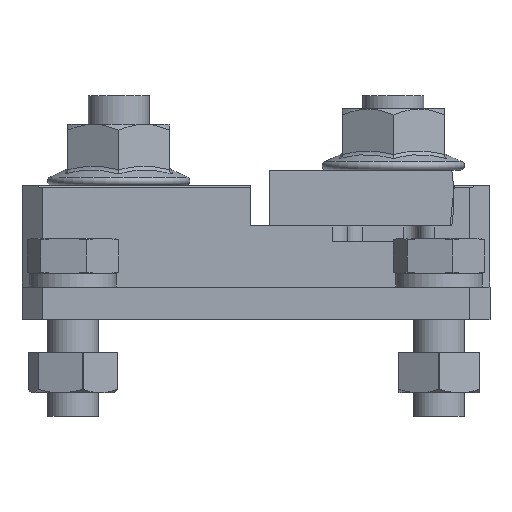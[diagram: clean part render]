
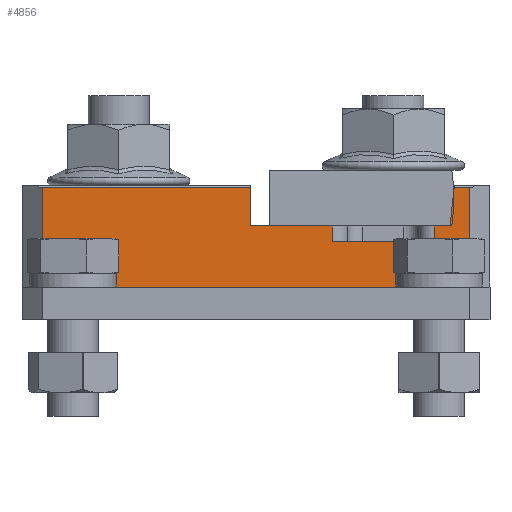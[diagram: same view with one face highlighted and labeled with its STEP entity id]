
A CAD part, front view. The second image highlights one B-rep face of the part: STEP entity #4856.
In plain terms, the highlighted planar face has unit normal (0, -1, 0).
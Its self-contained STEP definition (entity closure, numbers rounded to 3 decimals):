
#5 = AXIS2_PLACEMENT_3D ( 'NONE', #3329, #5537, #2231 ) ;
#84 = CARTESIAN_POINT ( 'NONE',  ( 30.5, 0., 0. ) ) ;
#103 = CARTESIAN_POINT ( 'NONE',  ( 44., 0., -10. ) ) ;
#306 = VECTOR ( 'NONE', #6712, 1000. ) ;
#308 = LINE ( 'NONE', #1054, #1634 ) ;
#358 = DIRECTION ( 'NONE',  ( 1., 0., 0. ) ) ;
#379 = VERTEX_POINT ( 'NONE', #6048 ) ;
#390 = ORIENTED_EDGE ( 'NONE', *, *, #1856, .T. ) ;
#479 = DIRECTION ( 'NONE',  ( 0.105, 0., 0.994 ) ) ;
#495 = DIRECTION ( 'NONE',  ( 1., 0., 0. ) ) ;
#504 = DIRECTION ( 'NONE',  ( 0., 0., -1. ) ) ;
#522 = PLANE ( 'NONE',  #5 ) ;
#539 = CARTESIAN_POINT ( 'NONE',  ( 30.5, 0., -4. ) ) ;
#578 = CARTESIAN_POINT ( 'NONE',  ( 46., 0., -0.25 ) ) ;
#631 = DIRECTION ( 'NONE',  ( 1., 0., 0. ) ) ;
#688 = LINE ( 'NONE', #6162, #5461 ) ;
#1054 = CARTESIAN_POINT ( 'NONE',  ( 42.5, 0., 0. ) ) ;
#1174 = CARTESIAN_POINT ( 'NONE',  ( 40.5, 0., -4. ) ) ;
#1392 = VECTOR ( 'NONE', #631, 1000. ) ;
#1416 = CARTESIAN_POINT ( 'NONE',  ( 22.5, 0., -0.25 ) ) ;
#1456 = VERTEX_POINT ( 'NONE', #5184 ) ;
#1542 = VECTOR ( 'NONE', #2593, 1000. ) ;
#1560 = EDGE_CURVE ( 'NONE', #2908, #6495, #2356, .T. ) ;
#1634 = VECTOR ( 'NONE', #479, 1000. ) ;
#1704 = VERTEX_POINT ( 'NONE', #539 ) ;
#1727 = ORIENTED_EDGE ( 'NONE', *, *, #1560, .T. ) ;
#1757 = ORIENTED_EDGE ( 'NONE', *, *, #4686, .T. ) ;
#1856 = EDGE_CURVE ( 'NONE', #379, #1704, #3830, .T. ) ;
#1991 = LINE ( 'NONE', #578, #306 ) ;
#1995 = VERTEX_POINT ( 'NONE', #4714 ) ;
#2166 = LINE ( 'NONE', #5515, #6428 ) ;
#2174 = LINE ( 'NONE', #4401, #3655 ) ;
#2231 = DIRECTION ( 'NONE',  ( 0., 0., 1. ) ) ;
#2356 = LINE ( 'NONE', #6993, #6518 ) ;
#2428 = EDGE_CURVE ( 'NONE', #7126, #1456, #2166, .T. ) ;
#2515 = EDGE_CURVE ( 'NONE', #6495, #5469, #1991, .T. ) ;
#2593 = DIRECTION ( 'NONE',  ( 0., 0., -1. ) ) ;
#2683 = CARTESIAN_POINT ( 'NONE',  ( 42.076, 0., -4. ) ) ;
#2772 = ORIENTED_EDGE ( 'NONE', *, *, #7228, .F. ) ;
#2794 = VECTOR ( 'NONE', #7150, 1000. ) ;
#2821 = ORIENTED_EDGE ( 'NONE', *, *, #4843, .F. ) ;
#2867 = CARTESIAN_POINT ( 'NONE',  ( 32., 0., -5.5 ) ) ;
#2881 = ORIENTED_EDGE ( 'NONE', *, *, #6453, .T. ) ;
#2895 = LINE ( 'NONE', #2867, #1392 ) ;
#2908 = VERTEX_POINT ( 'NONE', #103 ) ;
#2913 = CARTESIAN_POINT ( 'NONE',  ( 42.473, 0., -0.25 ) ) ;
#3052 = LINE ( 'NONE', #3704, #1542 ) ;
#3105 = ORIENTED_EDGE ( 'NONE', *, *, #2515, .T. ) ;
#3172 = CARTESIAN_POINT ( 'NONE',  ( 42.076, 0., -4. ) ) ;
#3271 = CARTESIAN_POINT ( 'NONE',  ( 40.5, 0., -5.5 ) ) ;
#3322 = CARTESIAN_POINT ( 'NONE',  ( 44., 0., -0.25 ) ) ;
#3329 = CARTESIAN_POINT ( 'NONE',  ( 46., 0., 0. ) ) ;
#3398 = EDGE_CURVE ( 'NONE', #2908, #6587, #688, .T. ) ;
#3448 = DIRECTION ( 'NONE',  ( 0., 0., 1. ) ) ;
#3625 = ORIENTED_EDGE ( 'NONE', *, *, #6911, .F. ) ;
#3655 = VECTOR ( 'NONE', #495, 1000. ) ;
#3670 = DIRECTION ( 'NONE',  ( 0., 0., 1. ) ) ;
#3684 = EDGE_LOOP ( 'NONE', ( #2772, #2881, #6466, #390, #2821, #4454, #4749, #1757, #6777, #1727, #3105, #3625 ) ) ;
#3704 = CARTESIAN_POINT ( 'NONE',  ( 2., 0., -10. ) ) ;
#3748 = LINE ( 'NONE', #4406, #5219 ) ;
#3803 = VERTEX_POINT ( 'NONE', #2683 ) ;
#3825 = CARTESIAN_POINT ( 'NONE',  ( 40.5, 0., 0. ) ) ;
#3830 = LINE ( 'NONE', #84, #5132 ) ;
#3894 = EDGE_CURVE ( 'NONE', #7126, #1995, #3748, .T. ) ;
#3932 = LINE ( 'NONE', #3825, #2794 ) ;
#4053 = VERTEX_POINT ( 'NONE', #1174 ) ;
#4063 = EDGE_CURVE ( 'NONE', #379, #5755, #2895, .T. ) ;
#4179 = VECTOR ( 'NONE', #358, 1000. ) ;
#4401 = CARTESIAN_POINT ( 'NONE',  ( 42.076, 0., -4. ) ) ;
#4406 = CARTESIAN_POINT ( 'NONE',  ( 22.5, 0., -4. ) ) ;
#4454 = ORIENTED_EDGE ( 'NONE', *, *, #3894, .F. ) ;
#4484 = DIRECTION ( 'NONE',  ( -1., 0., 0. ) ) ;
#4686 = EDGE_CURVE ( 'NONE', #1456, #6587, #3052, .T. ) ;
#4714 = CARTESIAN_POINT ( 'NONE',  ( 22.5, 0., -4. ) ) ;
#4749 = ORIENTED_EDGE ( 'NONE', *, *, #2428, .T. ) ;
#4843 = EDGE_CURVE ( 'NONE', #1995, #1704, #2174, .T. ) ;
#4856 = ADVANCED_FACE ( 'NONE', ( #4934 ), #522, .F. ) ;
#4934 = FACE_OUTER_BOUND ( 'NONE', #3684, .T. ) ;
#5132 = VECTOR ( 'NONE', #3448, 1000. ) ;
#5184 = CARTESIAN_POINT ( 'NONE',  ( 2., 0., -0.25 ) ) ;
#5219 = VECTOR ( 'NONE', #504, 1000. ) ;
#5461 = VECTOR ( 'NONE', #4484, 1000. ) ;
#5469 = VERTEX_POINT ( 'NONE', #2913 ) ;
#5515 = CARTESIAN_POINT ( 'NONE',  ( 46., 0., -0.25 ) ) ;
#5537 = DIRECTION ( 'NONE',  ( 0., 1., 0. ) ) ;
#5702 = CARTESIAN_POINT ( 'NONE',  ( 2., 0., -10. ) ) ;
#5755 = VERTEX_POINT ( 'NONE', #3271 ) ;
#5800 = LINE ( 'NONE', #3172, #4179 ) ;
#6048 = CARTESIAN_POINT ( 'NONE',  ( 30.5, 0., -5.5 ) ) ;
#6088 = DIRECTION ( 'NONE',  ( -1., 0., 0. ) ) ;
#6162 = CARTESIAN_POINT ( 'NONE',  ( 46., 0., -10. ) ) ;
#6428 = VECTOR ( 'NONE', #6088, 1000. ) ;
#6453 = EDGE_CURVE ( 'NONE', #4053, #5755, #3932, .T. ) ;
#6466 = ORIENTED_EDGE ( 'NONE', *, *, #4063, .F. ) ;
#6495 = VERTEX_POINT ( 'NONE', #3322 ) ;
#6518 = VECTOR ( 'NONE', #3670, 1000. ) ;
#6587 = VERTEX_POINT ( 'NONE', #5702 ) ;
#6712 = DIRECTION ( 'NONE',  ( -1., 0., 0. ) ) ;
#6777 = ORIENTED_EDGE ( 'NONE', *, *, #3398, .F. ) ;
#6911 = EDGE_CURVE ( 'NONE', #3803, #5469, #308, .T. ) ;
#6993 = CARTESIAN_POINT ( 'NONE',  ( 44., 0., 0. ) ) ;
#7126 = VERTEX_POINT ( 'NONE', #1416 ) ;
#7150 = DIRECTION ( 'NONE',  ( 0., 0., -1. ) ) ;
#7228 = EDGE_CURVE ( 'NONE', #4053, #3803, #5800, .T. ) ;
